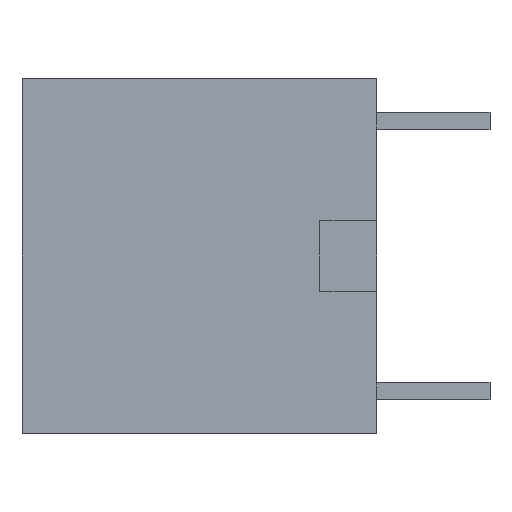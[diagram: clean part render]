
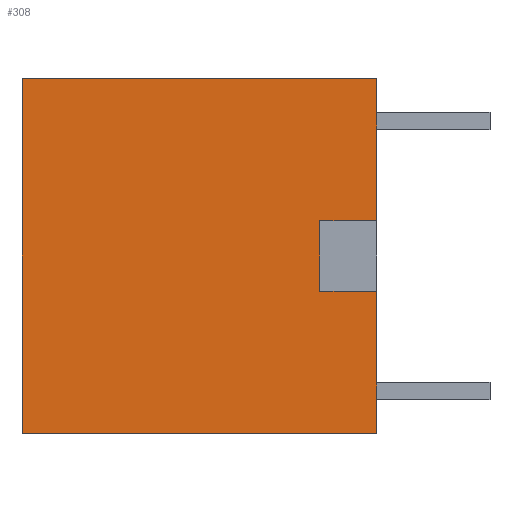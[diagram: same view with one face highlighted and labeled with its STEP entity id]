
A CAD part, left-side view. The second image highlights one B-rep face of the part: STEP entity #308.
In plain terms, the highlighted planar face has unit normal (-1, 0, 0).
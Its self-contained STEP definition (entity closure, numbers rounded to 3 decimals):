
#200=VERTEX_POINT('',#565);
#208=EDGE_CURVE('',#302,#524,#573,.T.);
#266=EDGE_CURVE('',#496,#376,#641,.T.);
#284=EDGE_CURVE('',#318,#386,#661,.T.);
#302=VERTEX_POINT('',#681);
#308=ADVANCED_FACE('',(#688),#689,.F.);
#314=EDGE_CURVE('',#414,#302,#695,.T.);
#318=VERTEX_POINT('',#699);
#320=EDGE_CURVE('',#318,#376,#701,.T.);
#374=EDGE_CURVE('',#200,#414,#760,.T.);
#376=VERTEX_POINT('',#762);
#386=VERTEX_POINT('',#773);
#402=EDGE_CURVE('',#200,#496,#790,.T.);
#414=VERTEX_POINT('',#802);
#484=EDGE_CURVE('',#386,#524,#878,.T.);
#496=VERTEX_POINT('',#891);
#524=VERTEX_POINT('',#923);
#565=CARTESIAN_POINT('',(-10.0,0.0,-1.0));
#573=LINE('',#973,#974);
#641=LINE('',#1071,#1072);
#661=LINE('',#1095,#1096);
#681=CARTESIAN_POINT('',(-10.0,1.6,1.0));
#688=FACE_OUTER_BOUND('',#1133,.T.);
#689=PLANE('',#1134);
#695=LINE('',#1143,#1144);
#699=CARTESIAN_POINT('',(-10.0,10.0,5.0));
#701=LINE('',#1153,#1154);
#760=LINE('',#1242,#1243);
#762=CARTESIAN_POINT('',(-10.0,10.0,-5.0));
#773=CARTESIAN_POINT('',(-10.0,0.0,5.0));
#790=LINE('',#1282,#1283);
#802=CARTESIAN_POINT('',(-10.0,1.6,-1.0));
#878=LINE('',#1416,#1417);
#891=CARTESIAN_POINT('',(-10.0,0.0,-5.0));
#923=CARTESIAN_POINT('',(-10.0,0.0,1.0));
#973=CARTESIAN_POINT('',(-10.0,2.9,1.0));
#974=VECTOR('',#1513,1.0);
#1071=CARTESIAN_POINT('',(-10.0,5.0,-5.0));
#1072=VECTOR('',#1600,1.0);
#1095=CARTESIAN_POINT('',(-10.0,5.0,5.0));
#1096=VECTOR('',#1618,1.0);
#1133=EDGE_LOOP('',(#1649,#1650,#1651,#1652,#1653,#1654,#1655,#1656));
#1134=AXIS2_PLACEMENT_3D('',#1657,#1658,#1659);
#1143=CARTESIAN_POINT('',(-10.0,1.6,0.0));
#1144=VECTOR('',#1661,1.0);
#1153=CARTESIAN_POINT('',(-10.0,10.0,0.0));
#1154=VECTOR('',#1663,1.0);
#1242=CARTESIAN_POINT('',(-10.0,2.9,-1.0));
#1243=VECTOR('',#1722,1.0);
#1282=CARTESIAN_POINT('',(-10.0,0.0,0.0));
#1283=VECTOR('',#1743,1.0);
#1416=CARTESIAN_POINT('',(-10.0,0.0,0.0));
#1417=VECTOR('',#1814,1.0);
#1513=DIRECTION('',(0.0,-1.0,0.0));
#1600=DIRECTION('',(0.0,1.0,0.0));
#1618=DIRECTION('',(0.0,-1.0,0.0));
#1649=ORIENTED_EDGE('',*,*,#208,.T.);
#1650=ORIENTED_EDGE('',*,*,#484,.F.);
#1651=ORIENTED_EDGE('',*,*,#284,.F.);
#1652=ORIENTED_EDGE('',*,*,#320,.T.);
#1653=ORIENTED_EDGE('',*,*,#266,.F.);
#1654=ORIENTED_EDGE('',*,*,#402,.F.);
#1655=ORIENTED_EDGE('',*,*,#374,.T.);
#1656=ORIENTED_EDGE('',*,*,#314,.T.);
#1657=CARTESIAN_POINT('',(-10.0,5.0,0.0));
#1658=DIRECTION('',(1.0,0.0,0.0));
#1659=DIRECTION('',(0.0,0.0,-1.0));
#1661=DIRECTION('',(-0.0,0.0,1.0));
#1663=DIRECTION('',(0.0,0.0,-1.0));
#1722=DIRECTION('',(0.0,1.0,0.0));
#1743=DIRECTION('',(0.0,0.0,-1.0));
#1814=DIRECTION('',(0.0,0.0,-1.0));
